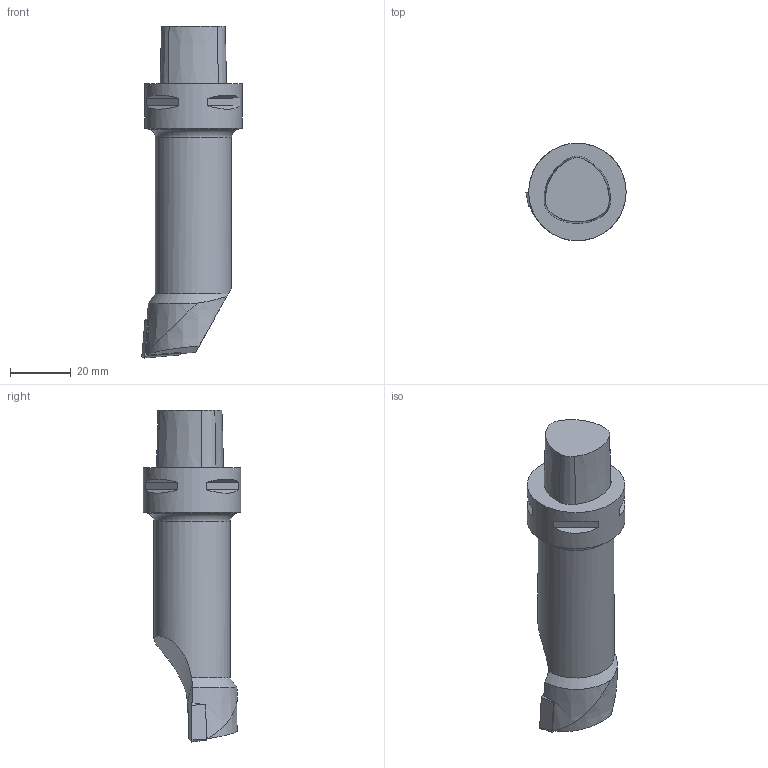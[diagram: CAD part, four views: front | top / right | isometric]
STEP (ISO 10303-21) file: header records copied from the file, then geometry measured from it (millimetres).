
FILE_DESCRIPTION(/* description */ (''),/* implementation_level */ '2;1');
FILE_NAME(/* name */ 'C3-SCLCR-17090-12.stp',/* time_stamp */ '2013-05-25T16:18:52+06:00',/* author */ (''),/* organization */ (''),/* preprocessor_version */ 'ST-DEVELOPER v11',/* originating_system */ 'SIEMENS PLM Software NX 7.5',/* authorisation */ '');
FILE_SCHEMA (('AUTOMOTIVE_DESIGN { 1 0 10303 214 1 1 1 1 }'));
Length unit declared in the file: millimetre
Products named in the file (1): C3-SCLCR-17090-12
Bounding box: 32.9 x 32 x 109 mm (x, y, z)
Volume: 48958.2 mm3; surface area: 10842.6 mm2
Topology: 3 solids, 3 shells, 49 faces, 116 edges, 77 vertices
Faces by surface type: plane 28, cone 9, revolution 7, cylinder 3, extrusion 1, torus 1
Full cylindrical faces by diameter (mm): 25 x1, 32 x1
Entity records: 1791 total; most frequent: CARTESIAN_POINT 646, DIRECTION 225, ORIENTED_EDGE 218, EDGE_CURVE 109, AXIS2_PLACEMENT_3D 84, VERTEX_POINT 74, EDGE_LOOP 57, VECTOR 50
